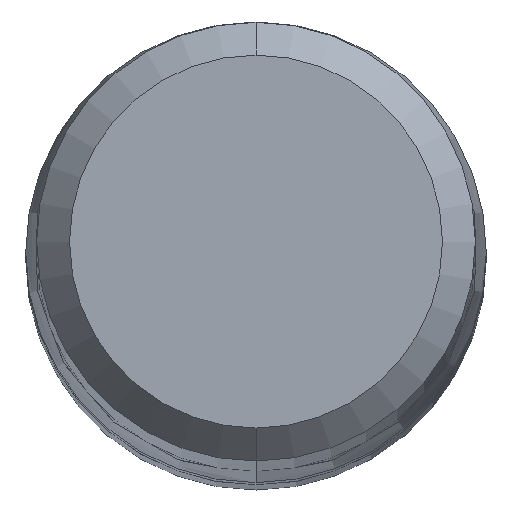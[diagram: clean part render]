
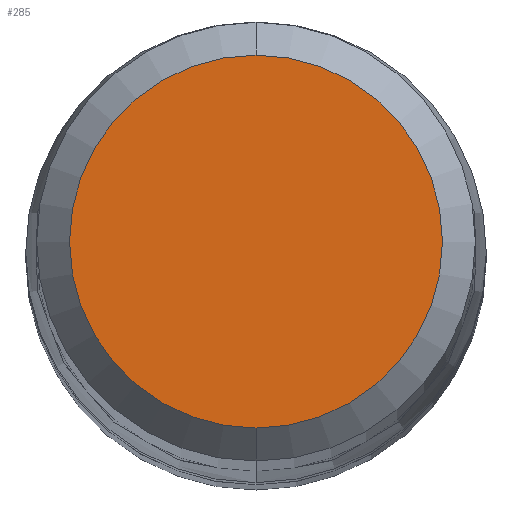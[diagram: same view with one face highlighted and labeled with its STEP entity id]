
A CAD part, top view. The second image highlights one B-rep face of the part: STEP entity #285.
In plain terms, the highlighted planar face has unit normal (0, 0, 1).
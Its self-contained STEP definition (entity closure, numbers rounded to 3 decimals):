
#183=VERTEX_POINT('',#490);
#189=VERTEX_POINT('',#497);
#191=EDGE_CURVE('',#189,#183,#499,.T.);
#259=EDGE_CURVE('',#183,#189,#572,.T.);
#285=ADVANCED_FACE('',(#602),#603,.T.);
#490=CARTESIAN_POINT('',(0.,-1.7,0.0));
#497=CARTESIAN_POINT('',(0.0,1.7,0.0));
#499=CIRCLE('',#830,1.7);
#572=CIRCLE('',#1037,1.7);
#602=FACE_OUTER_BOUND('',#1098,.T.);
#603=PLANE('',#1099);
#830=AXIS2_PLACEMENT_3D('',#1456,#1457,#1458);
#1037=AXIS2_PLACEMENT_3D('',#1522,#1523,#1524);
#1098=EDGE_LOOP('',(#1566,#1567));
#1099=AXIS2_PLACEMENT_3D('',#1568,#1569,#1570);
#1456=CARTESIAN_POINT('',(0.0,0.0,0.0));
#1457=DIRECTION('',(0.0,0.0,-1.0));
#1458=DIRECTION('',(0.0,1.0,0.0));
#1522=CARTESIAN_POINT('',(0.0,0.0,0.0));
#1523=DIRECTION('',(0.0,0.0,-1.0));
#1524=DIRECTION('',(0.0,1.0,0.0));
#1566=ORIENTED_EDGE('',*,*,#191,.F.);
#1567=ORIENTED_EDGE('',*,*,#259,.F.);
#1568=CARTESIAN_POINT('',(0.0,0.85,0.0));
#1569=DIRECTION('',(-0.0,0.0,1.0));
#1570=DIRECTION('',(0.0,-1.0,0.0));
